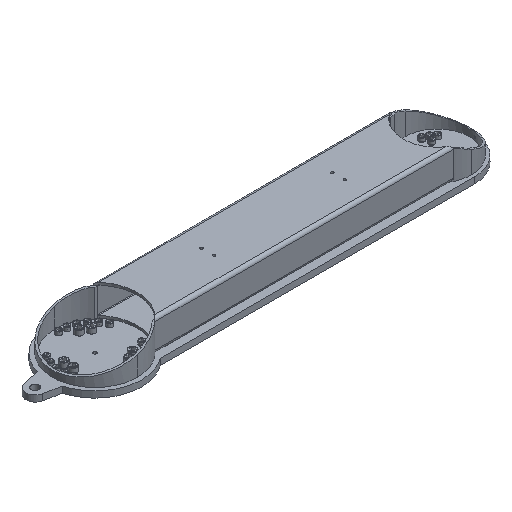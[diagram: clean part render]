
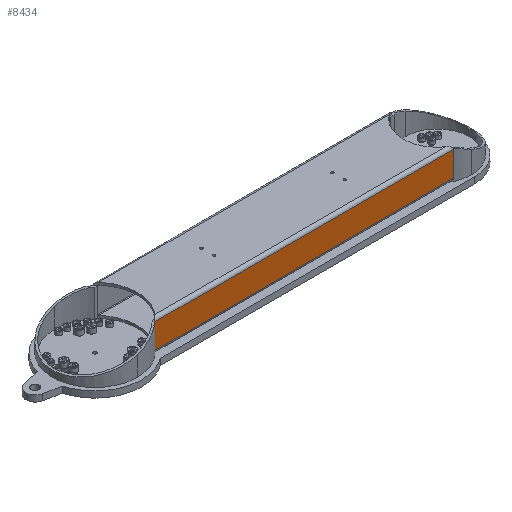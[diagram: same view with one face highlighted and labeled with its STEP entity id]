
A CAD part, isometric view. The second image highlights one B-rep face of the part: STEP entity #8434.
In plain terms, the highlighted face is planar.
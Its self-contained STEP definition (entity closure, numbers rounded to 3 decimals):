
#607 = CARTESIAN_POINT ( 'NONE',  ( 480., 13.333, 100. ) ) ;
#1237 = PLANE ( 'NONE',  #12567 ) ;
#1498 = CARTESIAN_POINT ( 'NONE',  ( -480., -13.333, 100. ) ) ;
#1802 = CARTESIAN_POINT ( 'NONE',  ( 160., -40., 100. ) ) ;
#3034 = B_SPLINE_CURVE_WITH_KNOTS ( 'NONE', 3,
 ( #5864, #6038, #1498, #11765 ),
 .UNSPECIFIED., .F., .F.,
 ( 4, 4 ),
 ( 0., 1. ),
 .UNSPECIFIED. ) ;
#3103 = CARTESIAN_POINT ( 'NONE',  ( 480., 40., 100. ) ) ;
#3465 = CARTESIAN_POINT ( 'NONE',  ( 480., -40., 100. ) ) ;
#4184 = FACE_OUTER_BOUND ( 'NONE', #9518, .T. ) ;
#4559 = CARTESIAN_POINT ( 'NONE',  ( -160., -40., 100. ) ) ;
#4905 = VERTEX_POINT ( 'NONE', #9390 ) ;
#5197 = EDGE_CURVE ( 'NONE', #4905, #16276, #3034, .T. ) ;
#5864 = CARTESIAN_POINT ( 'NONE',  ( -480., 40., 100. ) ) ;
#5975 = CARTESIAN_POINT ( 'NONE',  ( -480., -40., 100. ) ) ;
#6038 = CARTESIAN_POINT ( 'NONE',  ( -480., 13.333, 100. ) ) ;
#6291 = EDGE_CURVE ( 'NONE', #6346, #16276, #9122, .T. ) ;
#6346 = VERTEX_POINT ( 'NONE', #7691 ) ;
#6785 = EDGE_CURVE ( 'NONE', #9279, #6346, #9611, .T. ) ;
#6947 = DIRECTION ( 'NONE',  ( 0., 0., 1. ) ) ;
#7098 = CARTESIAN_POINT ( 'NONE',  ( 160., 40., 100. ) ) ;
#7691 = CARTESIAN_POINT ( 'NONE',  ( 480., -40., 100. ) ) ;
#8434 = ADVANCED_FACE ( 'NONE', ( #4184 ), #1237, .T. ) ;
#8793 = CARTESIAN_POINT ( 'NONE',  ( -480., 40., 100. ) ) ;
#9122 = B_SPLINE_CURVE_WITH_KNOTS ( 'NONE', 3,
 ( #14835, #1802, #4559, #5975 ),
 .UNSPECIFIED., .F., .F.,
 ( 4, 4 ),
 ( 0., 1. ),
 .UNSPECIFIED. ) ;
#9279 = VERTEX_POINT ( 'NONE', #3103 ) ;
#9390 = CARTESIAN_POINT ( 'NONE',  ( -480., 40., 100. ) ) ;
#9518 = EDGE_LOOP ( 'NONE', ( #15611, #11129, #15809, #15881 ) ) ;
#9611 = B_SPLINE_CURVE_WITH_KNOTS ( 'NONE', 3,
 ( #16305, #607, #15071, #3465 ),
 .UNSPECIFIED., .F., .F.,
 ( 4, 4 ),
 ( 0., 1. ),
 .UNSPECIFIED. ) ;
#9854 = CARTESIAN_POINT ( 'NONE',  ( 480., 40., 100. ) ) ;
#9902 = CARTESIAN_POINT ( 'NONE',  ( 0., 0., 100. ) ) ;
#9957 = CARTESIAN_POINT ( 'NONE',  ( -160., 40., 100. ) ) ;
#11129 = ORIENTED_EDGE ( 'NONE', *, *, #15767, .F. ) ;
#11765 = CARTESIAN_POINT ( 'NONE',  ( -480., -40., 100. ) ) ;
#12567 = AXIS2_PLACEMENT_3D ( 'NONE', #9902, #6947, #12834 ) ;
#12834 = DIRECTION ( 'NONE',  ( 1., 0., 0. ) ) ;
#12981 = B_SPLINE_CURVE_WITH_KNOTS ( 'NONE', 3,
 ( #8793, #9957, #7098, #9854 ),
 .UNSPECIFIED., .F., .F.,
 ( 4, 4 ),
 ( 0., 1. ),
 .UNSPECIFIED. ) ;
#14704 = CARTESIAN_POINT ( 'NONE',  ( -480., -40., 100. ) ) ;
#14835 = CARTESIAN_POINT ( 'NONE',  ( 480., -40., 100. ) ) ;
#15071 = CARTESIAN_POINT ( 'NONE',  ( 480., -13.333, 100. ) ) ;
#15611 = ORIENTED_EDGE ( 'NONE', *, *, #6785, .F. ) ;
#15767 = EDGE_CURVE ( 'NONE', #4905, #9279, #12981, .T. ) ;
#15809 = ORIENTED_EDGE ( 'NONE', *, *, #5197, .T. ) ;
#15881 = ORIENTED_EDGE ( 'NONE', *, *, #6291, .F. ) ;
#16276 = VERTEX_POINT ( 'NONE', #14704 ) ;
#16305 = CARTESIAN_POINT ( 'NONE',  ( 480., 40., 100. ) ) ;
